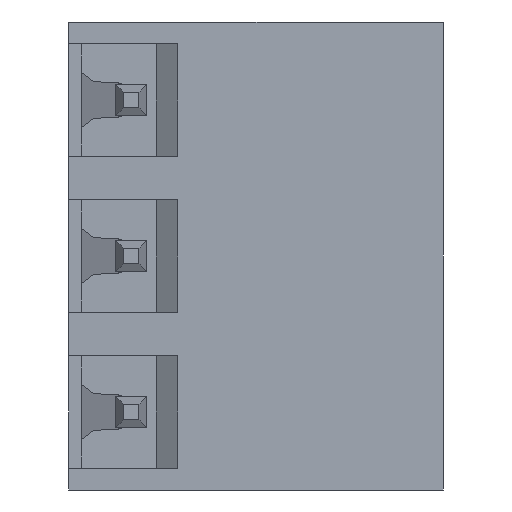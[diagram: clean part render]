
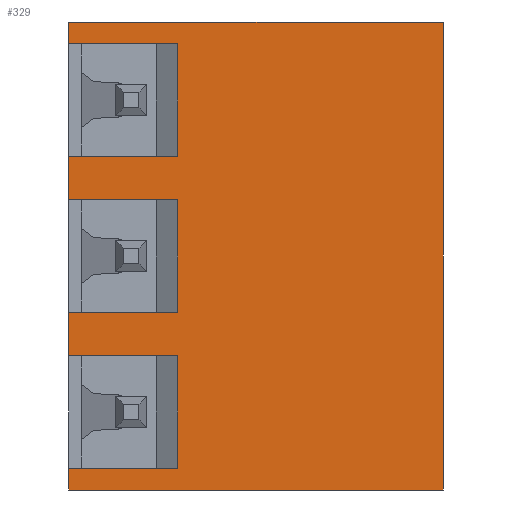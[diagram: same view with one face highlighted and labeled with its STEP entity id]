
A CAD part, front view. The second image highlights one B-rep face of the part: STEP entity #329.
In plain terms, the highlighted planar face has unit normal (0, -1, 0).
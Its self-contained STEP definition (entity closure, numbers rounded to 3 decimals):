
#329 = ADVANCED_FACE('',(#330),#460,.T.);
#330 = FACE_BOUND('',#331,.T.);
#331 = EDGE_LOOP('',(#332,#342,#350,#358,#366,#374,#382,#390,#398,#406,
    #414,#422,#430,#438,#446,#454));
#332 = ORIENTED_EDGE('',*,*,#333,.T.);
#333 = EDGE_CURVE('',#334,#336,#338,.T.);
#334 = VERTEX_POINT('',#335);
#335 = CARTESIAN_POINT('',(11.,3.75,-6.65));
#336 = VERTEX_POINT('',#337);
#337 = CARTESIAN_POINT('',(11.,3.75,8.35));
#338 = LINE('',#339,#340);
#339 = CARTESIAN_POINT('',(11.,3.75,-6.65));
#340 = VECTOR('',#341,1.);
#341 = DIRECTION('',(0.,0.,1.));
#342 = ORIENTED_EDGE('',*,*,#343,.T.);
#343 = EDGE_CURVE('',#336,#344,#346,.T.);
#344 = VERTEX_POINT('',#345);
#345 = CARTESIAN_POINT('',(-1.,3.75,8.35));
#346 = LINE('',#347,#348);
#347 = CARTESIAN_POINT('',(11.,3.75,8.35));
#348 = VECTOR('',#349,1.);
#349 = DIRECTION('',(-1.,0.,0.));
#350 = ORIENTED_EDGE('',*,*,#351,.T.);
#351 = EDGE_CURVE('',#344,#352,#354,.T.);
#352 = VERTEX_POINT('',#353);
#353 = CARTESIAN_POINT('',(-1.,3.75,7.65));
#354 = LINE('',#355,#356);
#355 = CARTESIAN_POINT('',(-1.,3.75,9.05));
#356 = VECTOR('',#357,1.);
#357 = DIRECTION('',(0.,0.,-1.));
#358 = ORIENTED_EDGE('',*,*,#359,.T.);
#359 = EDGE_CURVE('',#352,#360,#362,.T.);
#360 = VERTEX_POINT('',#361);
#361 = CARTESIAN_POINT('',(2.5,3.75,7.65));
#362 = LINE('',#363,#364);
#363 = CARTESIAN_POINT('',(-1.,3.75,7.65));
#364 = VECTOR('',#365,1.);
#365 = DIRECTION('',(1.,0.,0.));
#366 = ORIENTED_EDGE('',*,*,#367,.T.);
#367 = EDGE_CURVE('',#360,#368,#370,.T.);
#368 = VERTEX_POINT('',#369);
#369 = CARTESIAN_POINT('',(2.5,3.75,4.05));
#370 = LINE('',#371,#372);
#371 = CARTESIAN_POINT('',(2.5,3.75,7.65));
#372 = VECTOR('',#373,1.);
#373 = DIRECTION('',(0.,0.,-1.));
#374 = ORIENTED_EDGE('',*,*,#375,.T.);
#375 = EDGE_CURVE('',#368,#376,#378,.T.);
#376 = VERTEX_POINT('',#377);
#377 = CARTESIAN_POINT('',(-1.,3.75,4.05));
#378 = LINE('',#379,#380);
#379 = CARTESIAN_POINT('',(2.5,3.75,4.05));
#380 = VECTOR('',#381,1.);
#381 = DIRECTION('',(-1.,0.,0.));
#382 = ORIENTED_EDGE('',*,*,#383,.T.);
#383 = EDGE_CURVE('',#376,#384,#386,.T.);
#384 = VERTEX_POINT('',#385);
#385 = CARTESIAN_POINT('',(-1.,3.75,2.65));
#386 = LINE('',#387,#388);
#387 = CARTESIAN_POINT('',(-1.,3.75,4.05));
#388 = VECTOR('',#389,1.);
#389 = DIRECTION('',(0.,0.,-1.));
#390 = ORIENTED_EDGE('',*,*,#391,.T.);
#391 = EDGE_CURVE('',#384,#392,#394,.T.);
#392 = VERTEX_POINT('',#393);
#393 = CARTESIAN_POINT('',(2.5,3.75,2.65));
#394 = LINE('',#395,#396);
#395 = CARTESIAN_POINT('',(-1.,3.75,2.65));
#396 = VECTOR('',#397,1.);
#397 = DIRECTION('',(1.,0.,0.));
#398 = ORIENTED_EDGE('',*,*,#399,.T.);
#399 = EDGE_CURVE('',#392,#400,#402,.T.);
#400 = VERTEX_POINT('',#401);
#401 = CARTESIAN_POINT('',(2.5,3.75,-0.95));
#402 = LINE('',#403,#404);
#403 = CARTESIAN_POINT('',(2.5,3.75,2.65));
#404 = VECTOR('',#405,1.);
#405 = DIRECTION('',(0.,0.,-1.));
#406 = ORIENTED_EDGE('',*,*,#407,.T.);
#407 = EDGE_CURVE('',#400,#408,#410,.T.);
#408 = VERTEX_POINT('',#409);
#409 = CARTESIAN_POINT('',(-1.,3.75,-0.95));
#410 = LINE('',#411,#412);
#411 = CARTESIAN_POINT('',(2.5,3.75,-0.95));
#412 = VECTOR('',#413,1.);
#413 = DIRECTION('',(-1.,0.,0.));
#414 = ORIENTED_EDGE('',*,*,#415,.T.);
#415 = EDGE_CURVE('',#408,#416,#418,.T.);
#416 = VERTEX_POINT('',#417);
#417 = CARTESIAN_POINT('',(-1.,3.75,-2.35));
#418 = LINE('',#419,#420);
#419 = CARTESIAN_POINT('',(-1.,3.75,-0.95));
#420 = VECTOR('',#421,1.);
#421 = DIRECTION('',(0.,0.,-1.));
#422 = ORIENTED_EDGE('',*,*,#423,.T.);
#423 = EDGE_CURVE('',#416,#424,#426,.T.);
#424 = VERTEX_POINT('',#425);
#425 = CARTESIAN_POINT('',(2.5,3.75,-2.35));
#426 = LINE('',#427,#428);
#427 = CARTESIAN_POINT('',(-1.,3.75,-2.35));
#428 = VECTOR('',#429,1.);
#429 = DIRECTION('',(1.,0.,0.));
#430 = ORIENTED_EDGE('',*,*,#431,.T.);
#431 = EDGE_CURVE('',#424,#432,#434,.T.);
#432 = VERTEX_POINT('',#433);
#433 = CARTESIAN_POINT('',(2.5,3.75,-5.95));
#434 = LINE('',#435,#436);
#435 = CARTESIAN_POINT('',(2.5,3.75,-2.35));
#436 = VECTOR('',#437,1.);
#437 = DIRECTION('',(0.,0.,-1.));
#438 = ORIENTED_EDGE('',*,*,#439,.T.);
#439 = EDGE_CURVE('',#432,#440,#442,.T.);
#440 = VERTEX_POINT('',#441);
#441 = CARTESIAN_POINT('',(-1.,3.75,-5.95));
#442 = LINE('',#443,#444);
#443 = CARTESIAN_POINT('',(2.5,3.75,-5.95));
#444 = VECTOR('',#445,1.);
#445 = DIRECTION('',(-1.,0.,0.));
#446 = ORIENTED_EDGE('',*,*,#447,.T.);
#447 = EDGE_CURVE('',#440,#448,#450,.T.);
#448 = VERTEX_POINT('',#449);
#449 = CARTESIAN_POINT('',(-1.,3.75,-6.65));
#450 = LINE('',#451,#452);
#451 = CARTESIAN_POINT('',(-1.,3.75,-5.95));
#452 = VECTOR('',#453,1.);
#453 = DIRECTION('',(0.,0.,-1.));
#454 = ORIENTED_EDGE('',*,*,#455,.F.);
#455 = EDGE_CURVE('',#334,#448,#456,.T.);
#456 = LINE('',#457,#458);
#457 = CARTESIAN_POINT('',(11.,3.75,-6.65));
#458 = VECTOR('',#459,1.);
#459 = DIRECTION('',(-1.,0.,0.));
#460 = PLANE('',#461);
#461 = AXIS2_PLACEMENT_3D('',#462,#463,#464);
#462 = CARTESIAN_POINT('',(11.,3.75,3.35));
#463 = DIRECTION('',(0.,-1.,0.));
#464 = DIRECTION('',(-1.,0.,0.));
